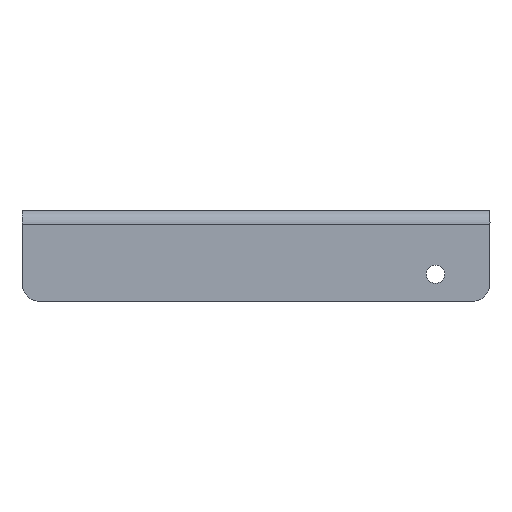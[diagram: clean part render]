
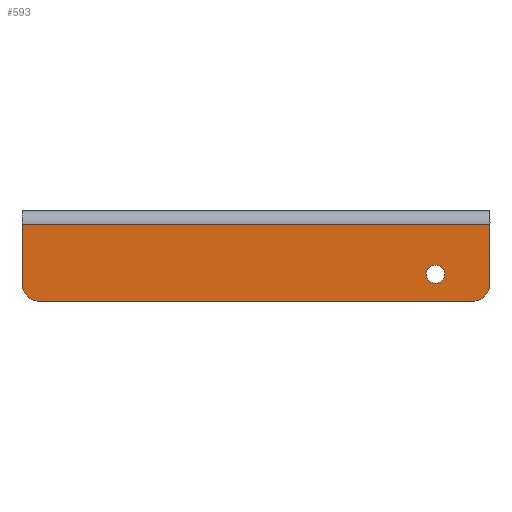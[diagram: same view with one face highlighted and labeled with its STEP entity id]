
A CAD part, left-side view. The second image highlights one B-rep face of the part: STEP entity #593.
In plain terms, the highlighted planar face has unit normal (-1, 0, 0).
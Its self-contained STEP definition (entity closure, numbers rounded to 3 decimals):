
#593=ADVANCED_FACE('',(#1178,#1180),#1182,.T.);
#1178=FACE_BOUND('',#1179,.T.);
#1179=EDGE_LOOP('',(#1630,#1631,#1632,#1633,#1634,#1635));
#1180=FACE_BOUND('',#1181,.T.);
#1181=EDGE_LOOP('',(#1636));
#1182=PLANE('',#1183);
#1183=AXIS2_PLACEMENT_3D('',#1184,#1185,#1186);
#1184=CARTESIAN_POINT('',(-124.5,0.,178.27));
#1185=DIRECTION('',(-1.,0.,0.));
#1186=DIRECTION('',(0.,0.,-1.));
#1630=ORIENTED_EDGE('',*,*,#1870,.F.);
#1631=ORIENTED_EDGE('',*,*,#1871,.T.);
#1632=ORIENTED_EDGE('',*,*,#1872,.F.);
#1633=ORIENTED_EDGE('',*,*,#1873,.T.);
#1634=ORIENTED_EDGE('',*,*,#1851,.T.);
#1635=ORIENTED_EDGE('',*,*,#1874,.T.);
#1636=ORIENTED_EDGE('',*,*,#1875,.T.);
#1851=EDGE_CURVE('',#2156,#2157,#2158,.T.);
#1870=EDGE_CURVE('',#2186,#2187,#2188,.F.);
#1871=EDGE_CURVE('',#2186,#2189,#2190,.T.);
#1872=EDGE_CURVE('',#2191,#2189,#2192,.F.);
#1873=EDGE_CURVE('',#2191,#2156,#2193,.T.);
#1874=EDGE_CURVE('',#2157,#2187,#2194,.T.);
#1875=EDGE_CURVE('',#2195,#2195,#2196,.T.);
#2156=VERTEX_POINT('',#2831);
#2157=VERTEX_POINT('',#2832);
#2158=LINE('',#2833,#2834);
#2186=VERTEX_POINT('',#2908);
#2187=VERTEX_POINT('',#2909);
#2188=CIRCLE('',#2910,4.);
#2189=VERTEX_POINT('',#2914);
#2190=LINE('',#2915,#2916);
#2191=VERTEX_POINT('',#2918);
#2192=CIRCLE('',#2919,4.);
#2193=LINE('',#2923,#2924);
#2194=LINE('',#2926,#2927);
#2195=VERTEX_POINT('',#2929);
#2196=CIRCLE('',#2930,2.);
#2831=CARTESIAN_POINT('',(-124.5,-92.,53.));
#2832=CARTESIAN_POINT('',(-124.5,11.,53.));
#2833=CARTESIAN_POINT('',(-124.5,-92.,53.));
#2834=VECTOR('',#2835,1.);
#2835=DIRECTION('',(0.,1.,0.));
#2908=CARTESIAN_POINT('',(-124.5,7.,36.));
#2909=CARTESIAN_POINT('',(-124.5,11.,40.));
#2910=AXIS2_PLACEMENT_3D('',#2911,#2912,#2913);
#2911=CARTESIAN_POINT('',(-124.5,7.,40.));
#2912=DIRECTION('',(-1.,0.,0.));
#2913=DIRECTION('',(0.,1.,0.));
#2914=CARTESIAN_POINT('',(-124.5,-88.,36.));
#2915=CARTESIAN_POINT('',(-124.5,7.,36.));
#2916=VECTOR('',#2917,1.);
#2917=DIRECTION('',(0.,-1.,0.));
#2918=CARTESIAN_POINT('',(-124.5,-92.,40.));
#2919=AXIS2_PLACEMENT_3D('',#2920,#2921,#2922);
#2920=CARTESIAN_POINT('',(-124.5,-88.,40.));
#2921=DIRECTION('',(-1.,0.,0.));
#2922=DIRECTION('',(0.,0.,-1.));
#2923=CARTESIAN_POINT('',(-124.5,-92.,40.));
#2924=VECTOR('',#2925,1.);
#2925=DIRECTION('',(0.,0.,1.));
#2926=CARTESIAN_POINT('',(-124.5,11.,53.));
#2927=VECTOR('',#2928,1.);
#2928=DIRECTION('',(0.,0.,-1.));
#2929=CARTESIAN_POINT('',(-124.5,-78.,42.));
#2930=AXIS2_PLACEMENT_3D('',#2931,#2932,#2933);
#2931=CARTESIAN_POINT('',(-124.5,-80.,42.));
#2932=DIRECTION('',(1.,0.,0.));
#2933=DIRECTION('',(0.,1.,0.));
